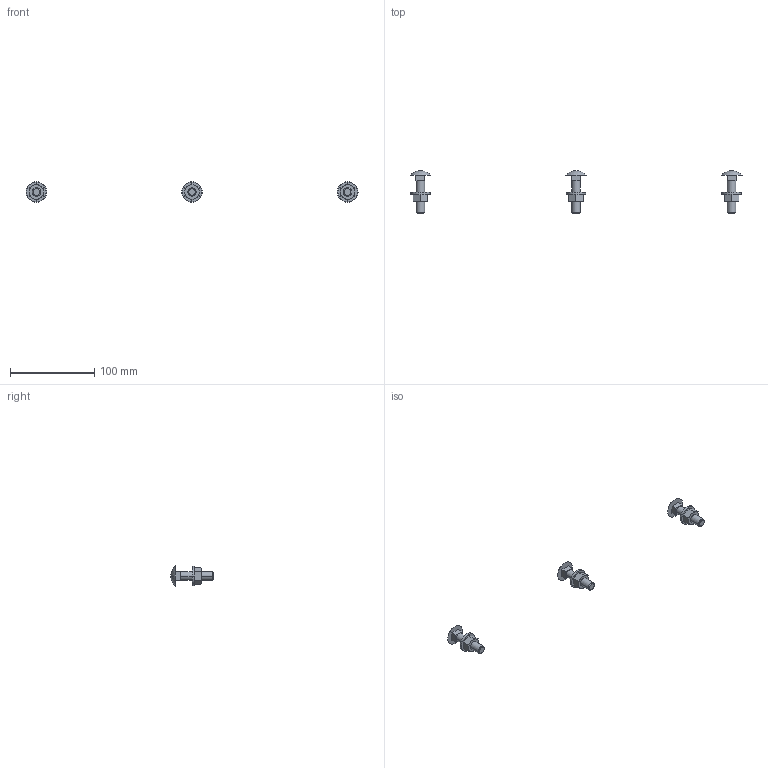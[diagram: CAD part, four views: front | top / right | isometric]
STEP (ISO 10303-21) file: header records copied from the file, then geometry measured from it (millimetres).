
FILE_DESCRIPTION(('STEP AP214'),'1');
FILE_NAME('cctmp_F3738EB2-77C6-47E9-A8B2-8525514F13CC_2024_05_06_11_53_35_0133..stp','2024-05-06T09:53:35',('SIEMENS A&D'),('CADClick - www.CADClick.com'),'Spatial InterOp 3D',' ','unknown authorization');
FILE_SCHEMA(('AUTOMOTIVE_DESIGN'));
Length unit declared in the file: millimetre
Products named in the file (10): cc_unnamed; 2024_05_06_11_53_35_0117; 2024_05_06_11_53_35_0086; 2024_05_06_11_53_35_0055; 2024_05_06_11_53_35_0012; 2024_05_06_11_53_34_0980; 2024_05_06_11_53_34_0949; 2024_05_06_11_53_34_0918; 2024_05_06_11_53_34_0887; 2024_05_06_11_53_34_0855
Assembly tree (9 placements, depth 2):
  cc_unnamed
    2024_05_06_11_53_35_0117
    2024_05_06_11_53_35_0086
    2024_05_06_11_53_35_0055
    2024_05_06_11_53_35_0012
    2024_05_06_11_53_34_0980
    2024_05_06_11_53_34_0949
    2024_05_06_11_53_34_0918
    2024_05_06_11_53_34_0887
    2024_05_06_11_53_34_0855
Bounding box: 394.64 x 50.38 x 24.64 mm (x, y, z)
Volume: 22648.3 mm3; surface area: 13509.9 mm2
Topology: 9 solids, 9 shells, 135 faces, 282 edges, 171 vertices
Faces by surface type: cone 54, plane 51, cylinder 24, sphere 6
Entity records: 5021 total; most frequent: CARTESIAN_POINT 886, DIRECTION 614, ORIENTED_EDGE 564, EDGE_CURVE 282, AXIS2_PLACEMENT_3D 259, VERTEX_POINT 171, EDGE_LOOP 153, STYLED_ITEM 144
